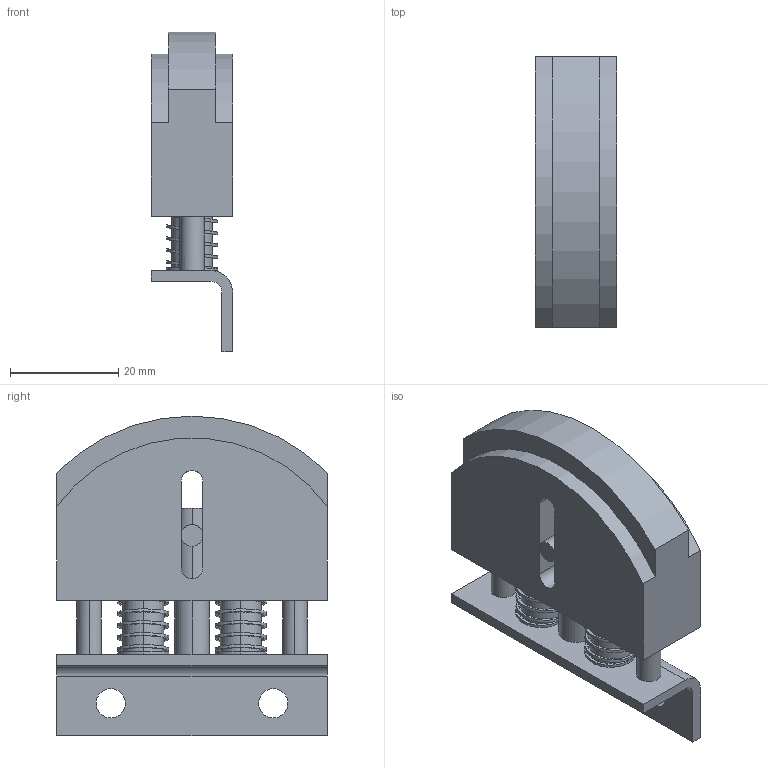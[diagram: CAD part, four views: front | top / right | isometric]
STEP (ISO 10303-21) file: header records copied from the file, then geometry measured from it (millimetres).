
FILE_DESCRIPTION(('STEP AP214'),'1');
FILE_NAME('cctmp_8B3C5889-FB68-469B-B1F9-B1049C92B365_2023_6_20_12_29_1_521..stp','2023-06-20T10:29:01',('Murtfeldt Kunststoffe GmbH & Co.KG'),('CADClick - www.CADClick.com'),'Spatial InterOp 3D',' ','unknown authorization');
FILE_SCHEMA(('AUTOMOTIVE_DESIGN'));
Length unit declared in the file: millimetre
Products named in the file (1): 1
Bounding box: 15 x 50 x 59 mm (x, y, z)
Volume: 22194.6 mm3; surface area: 12982.8 mm2
Topology: 9 solids, 9 shells, 194 faces, 496 edges, 313 vertices
Faces by surface type: cylinder 111, plane 67, cone 16
Entity records: 8330 total; most frequent: CARTESIAN_POINT 1710, DIRECTION 1142, ORIENTED_EDGE 980, EDGE_CURVE 490, AXIS2_PLACEMENT_3D 471, VERTEX_POINT 313, CIRCLE 240, EDGE_LOOP 235
